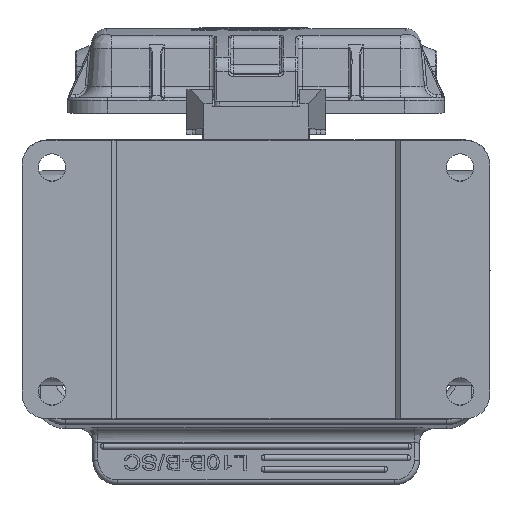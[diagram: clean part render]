
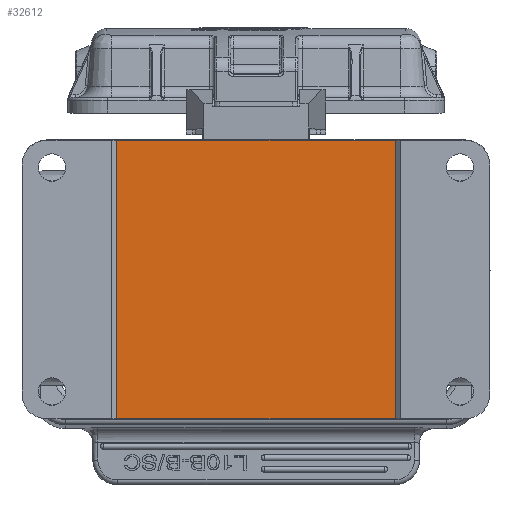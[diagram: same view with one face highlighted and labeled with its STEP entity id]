
A CAD part, front view. The second image highlights one B-rep face of the part: STEP entity #32612.
In plain terms, the highlighted planar face has unit normal (0, -1, -0.009).
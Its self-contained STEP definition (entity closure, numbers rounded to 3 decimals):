
#2814=DIRECTION('',(1.,0.,0.));
#2815=VECTOR('',#2814,56.);
#2816=CARTESIAN_POINT('',(18.986,-21.779,
-50.144));
#2817=LINE('',#2816,#2815);
#3228=DIRECTION('',(-1.,0.,0.));
#3229=VECTOR('',#3228,56.);
#3230=CARTESIAN_POINT('',(74.986,-22.285,5.854));
#3231=LINE('',#3230,#3229);
#3278=DIRECTION('',(0.,-0.009,1.));
#3279=VECTOR('',#3278,56.);
#3280=CARTESIAN_POINT('',(74.986,-21.796,
-50.144));
#3281=LINE('',#3280,#3279);
#3282=DIRECTION('',(0.,-0.009,1.));
#3283=VECTOR('',#3282,56.);
#3284=CARTESIAN_POINT('',(18.986,-21.779,
-50.144));
#3285=LINE('',#3284,#3283);
#26236=CARTESIAN_POINT('',(18.986,-21.779,
-50.144));
#26237=VERTEX_POINT('',#26236);
#26238=CARTESIAN_POINT('',(74.986,-21.796,
-50.144));
#26239=VERTEX_POINT('',#26238);
#26329=CARTESIAN_POINT('',(74.986,-22.285,
5.854));
#26330=VERTEX_POINT('',#26329);
#26331=CARTESIAN_POINT('',(18.986,-22.267,
5.854));
#26332=VERTEX_POINT('',#26331);
#32600=CARTESIAN_POINT('',(46.986,-22.032,
-22.145));
#32601=DIRECTION('',(0.,1.,0.009));
#32602=DIRECTION('',(0.,-0.009,1.));
#32603=AXIS2_PLACEMENT_3D('',#32600,#32601,#32602);
#32604=PLANE('',#32603);
#32605=ORIENTED_EDGE('',*,*,#31864,.F.);
#32607=ORIENTED_EDGE('',*,*,#32606,.T.);
#32608=ORIENTED_EDGE('',*,*,#32536,.F.);
#32609=ORIENTED_EDGE('',*,*,#32592,.F.);
#32610=EDGE_LOOP('',(#32605,#32607,#32608,#32609));
#32611=FACE_OUTER_BOUND('',#32610,.F.);
#31864=EDGE_CURVE('',#26237,#26239,#2817,.T.);
#32536=EDGE_CURVE('',#26330,#26332,#3231,.T.);
#32592=EDGE_CURVE('',#26239,#26330,#3281,.T.);
#32606=EDGE_CURVE('',#26237,#26332,#3285,.T.);
#32612=ADVANCED_FACE('',(#32611),#32604,.F.);
